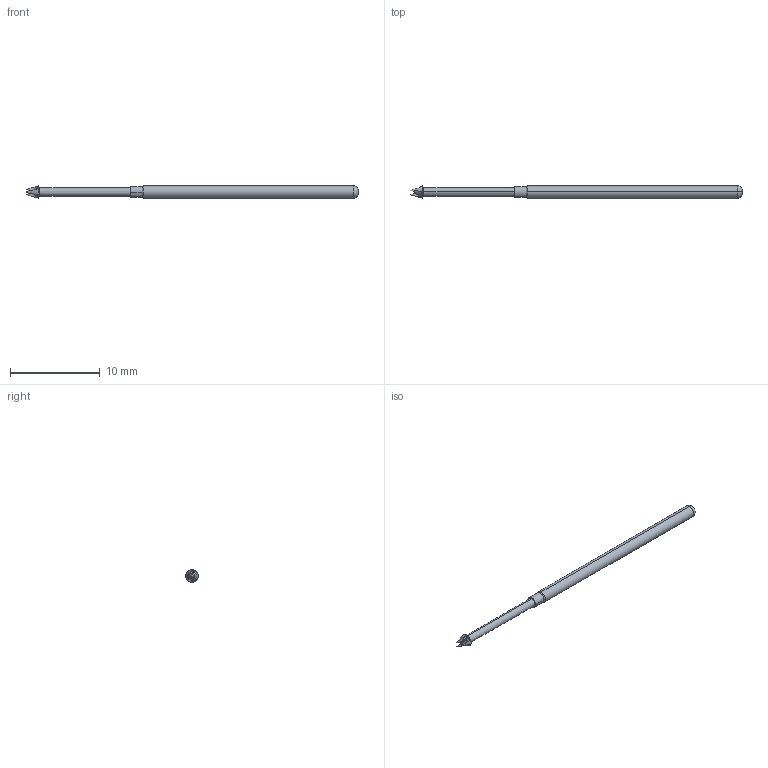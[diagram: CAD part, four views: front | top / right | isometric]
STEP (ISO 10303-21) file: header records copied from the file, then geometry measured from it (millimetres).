
FILE_DESCRIPTION (( 'STEP AP214' ), '1' );
FILE_NAME ('100-PR_4008_.STEP', '2016-06-07T18:09:55', ( 'spare' ), ( '' ), 'SwSTEP 2.0', 'SolidWorks 2016', '' );
FILE_SCHEMA (( 'AUTOMOTIVE_DESIGN' ));
Length unit declared in the file: inch
Products named in the file (1): 100-PR_4008_
Bounding box: 37.09 x 1.4 x 1.4 mm (x, y, z)
Volume: 44.4 mm3; surface area: 144.7 mm2
Topology: 1 solids, 1 shells, 47 faces, 102 edges, 58 vertices
Faces by surface type: cylinder 22, cone 14, torus 6, plane 5
Entity records: 1961 total; most frequent: CARTESIAN_POINT 389, ORIENTED_EDGE 204, DIRECTION 182, EDGE_CURVE 102, AXIS2_PLACEMENT_3D 85, VERTEX_POINT 58, LENGTH_MEASURE_WITH_UNIT 50, UNCERTAINTY_MEASURE_WITH_UNIT 50
